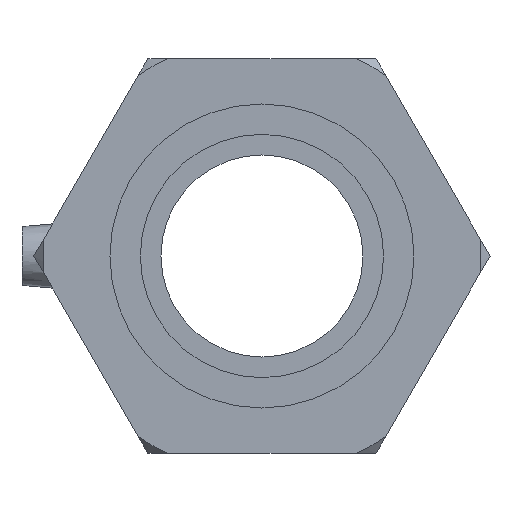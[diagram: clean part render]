
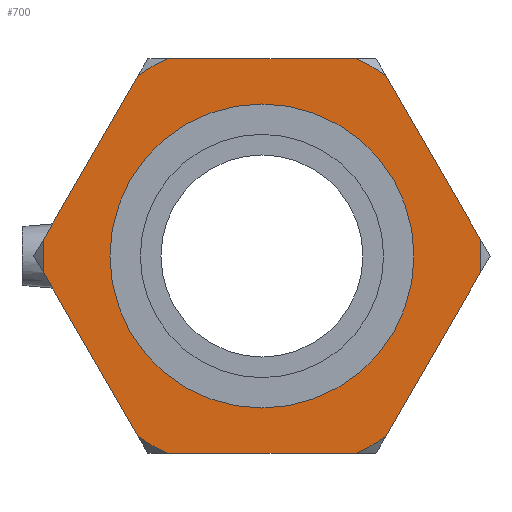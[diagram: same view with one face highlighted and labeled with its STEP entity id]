
A CAD part, left-side view. The second image highlights one B-rep face of the part: STEP entity #700.
In plain terms, the highlighted planar face has unit normal (-1, 0, 0).
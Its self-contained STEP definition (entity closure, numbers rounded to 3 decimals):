
#49=FACE_BOUND('',#191,.T.);
#85=CIRCLE('',#759,52.003);
#86=CIRCLE('',#760,52.003);
#87=CIRCLE('',#761,52.003);
#88=CIRCLE('',#762,52.003);
#89=CIRCLE('',#763,52.003);
#90=CIRCLE('',#764,52.003);
#91=CIRCLE('',#765,36.113);
#136=FACE_OUTER_BOUND('',#190,.T.);
#190=EDGE_LOOP('',(#542,#543,#544,#545,#546,#547,#548,#549,#550,#551,#552,
#553));
#191=EDGE_LOOP('',(#554));
#274=LINE('',#1077,#292);
#278=LINE('',#1101,#296);
#281=LINE('',#1123,#299);
#284=LINE('',#1145,#302);
#289=LINE('',#1182,#307);
#291=LINE('',#1201,#309);
#292=VECTOR('',#855,44.879);
#296=VECTOR('',#861,44.879);
#299=VECTOR('',#866,44.879);
#302=VECTOR('',#871,44.879);
#307=VECTOR('',#878,44.879);
#309=VECTOR('',#882,44.879);
#334=VERTEX_POINT('',#1071);
#336=VERTEX_POINT('',#1076);
#342=VERTEX_POINT('',#1096);
#343=VERTEX_POINT('',#1100);
#348=VERTEX_POINT('',#1118);
#349=VERTEX_POINT('',#1122);
#354=VERTEX_POINT('',#1140);
#355=VERTEX_POINT('',#1144);
#361=VERTEX_POINT('',#1163);
#365=VERTEX_POINT('',#1178);
#366=VERTEX_POINT('',#1184);
#369=VERTEX_POINT('',#1197);
#370=VERTEX_POINT('',#1209);
#406=EDGE_CURVE('',#336,#334,#274,.T.);
#414=EDGE_CURVE('',#343,#342,#278,.T.);
#421=EDGE_CURVE('',#349,#348,#281,.T.);
#428=EDGE_CURVE('',#355,#354,#284,.T.);
#440=EDGE_CURVE('',#361,#365,#289,.T.);
#446=EDGE_CURVE('',#366,#369,#291,.T.);
#447=EDGE_CURVE('',#361,#369,#85,.T.);
#448=EDGE_CURVE('',#355,#365,#86,.T.);
#449=EDGE_CURVE('',#349,#354,#87,.T.);
#450=EDGE_CURVE('',#343,#348,#88,.T.);
#451=EDGE_CURVE('',#336,#342,#89,.T.);
#452=EDGE_CURVE('',#366,#334,#90,.T.);
#453=EDGE_CURVE('',#370,#370,#91,.T.);
#542=ORIENTED_EDGE('',*,*,#446,.T.);
#543=ORIENTED_EDGE('',*,*,#447,.F.);
#544=ORIENTED_EDGE('',*,*,#440,.T.);
#545=ORIENTED_EDGE('',*,*,#448,.F.);
#546=ORIENTED_EDGE('',*,*,#428,.T.);
#547=ORIENTED_EDGE('',*,*,#449,.F.);
#548=ORIENTED_EDGE('',*,*,#421,.T.);
#549=ORIENTED_EDGE('',*,*,#450,.F.);
#550=ORIENTED_EDGE('',*,*,#414,.T.);
#551=ORIENTED_EDGE('',*,*,#451,.F.);
#552=ORIENTED_EDGE('',*,*,#406,.T.);
#553=ORIENTED_EDGE('',*,*,#452,.F.);
#554=ORIENTED_EDGE('',*,*,#453,.T.);
#678=PLANE('',#758);
#700=ADVANCED_FACE('',(#136,#49),#678,.T.);
#758=AXIS2_PLACEMENT_3D('',#1202,#883,#884);
#759=AXIS2_PLACEMENT_3D('',#1203,#885,#886);
#760=AXIS2_PLACEMENT_3D('',#1204,#887,#888);
#761=AXIS2_PLACEMENT_3D('',#1205,#889,#890);
#762=AXIS2_PLACEMENT_3D('',#1206,#891,#892);
#763=AXIS2_PLACEMENT_3D('',#1207,#893,#894);
#764=AXIS2_PLACEMENT_3D('',#1208,#895,#896);
#765=AXIS2_PLACEMENT_3D('',#1210,#897,#898);
#855=DIRECTION('',(0.,1.,0.));
#861=DIRECTION('',(0.,0.5,0.866));
#866=DIRECTION('',(0.,-0.5,0.866));
#871=DIRECTION('',(0.,-1.,0.));
#878=DIRECTION('',(0.,-0.5,-0.866));
#882=DIRECTION('',(0.,0.5,-0.866));
#883=DIRECTION('center_axis',(-1.,0.,0.));
#884=DIRECTION('ref_axis',(0.,0.,1.));
#885=DIRECTION('center_axis',(1.,0.,0.));
#886=DIRECTION('ref_axis',(0.,-1.,0.));
#887=DIRECTION('center_axis',(1.,0.,0.));
#888=DIRECTION('ref_axis',(0.,-1.,0.));
#889=DIRECTION('center_axis',(1.,0.,0.));
#890=DIRECTION('ref_axis',(0.,-1.,0.));
#891=DIRECTION('center_axis',(1.,0.,0.));
#892=DIRECTION('ref_axis',(0.,-1.,0.));
#893=DIRECTION('center_axis',(1.,0.,0.));
#894=DIRECTION('ref_axis',(0.,-1.,0.));
#895=DIRECTION('center_axis',(1.,0.,0.));
#896=DIRECTION('ref_axis',(0.,-1.,0.));
#897=DIRECTION('center_axis',(1.,0.,0.));
#898=DIRECTION('ref_axis',(0.,0.,-1.));
#1071=CARTESIAN_POINT('',(-107.5,22.44,46.912));
#1076=CARTESIAN_POINT('',(-107.5,-22.44,46.912));
#1077=CARTESIAN_POINT('',(-107.5,40.627,46.912));
#1096=CARTESIAN_POINT('',(-107.5,-29.407,42.889));
#1100=CARTESIAN_POINT('',(-107.5,-51.847,4.023));
#1101=CARTESIAN_POINT('',(-107.5,-27.085,46.912));
#1118=CARTESIAN_POINT('',(-107.5,-51.847,-4.023));
#1122=CARTESIAN_POINT('',(-107.5,-29.407,-42.889));
#1123=CARTESIAN_POINT('',(-107.5,-40.627,-23.456));
#1140=CARTESIAN_POINT('',(-107.5,-22.44,-46.912));
#1144=CARTESIAN_POINT('',(-107.5,22.44,-46.912));
#1145=CARTESIAN_POINT('',(-107.5,13.542,-46.912));
#1163=CARTESIAN_POINT('',(-107.5,51.847,-4.023));
#1178=CARTESIAN_POINT('',(-107.5,29.407,-42.889));
#1182=CARTESIAN_POINT('',(-107.5,40.627,-23.456));
#1184=CARTESIAN_POINT('',(-107.5,29.407,42.889));
#1197=CARTESIAN_POINT('',(-107.5,51.847,4.023));
#1201=CARTESIAN_POINT('',(-107.5,54.17,0.));
#1202=CARTESIAN_POINT('Origin',(-107.5,54.17,0.));
#1203=CARTESIAN_POINT('Origin',(-107.5,0.,0.));
#1204=CARTESIAN_POINT('Origin',(-107.5,0.,0.));
#1205=CARTESIAN_POINT('Origin',(-107.5,0.,0.));
#1206=CARTESIAN_POINT('Origin',(-107.5,0.,0.));
#1207=CARTESIAN_POINT('Origin',(-107.5,0.,0.));
#1208=CARTESIAN_POINT('Origin',(-107.5,0.,0.));
#1209=CARTESIAN_POINT('',(-107.5,36.113,0.));
#1210=CARTESIAN_POINT('Origin',(-107.5,0.,0.));
